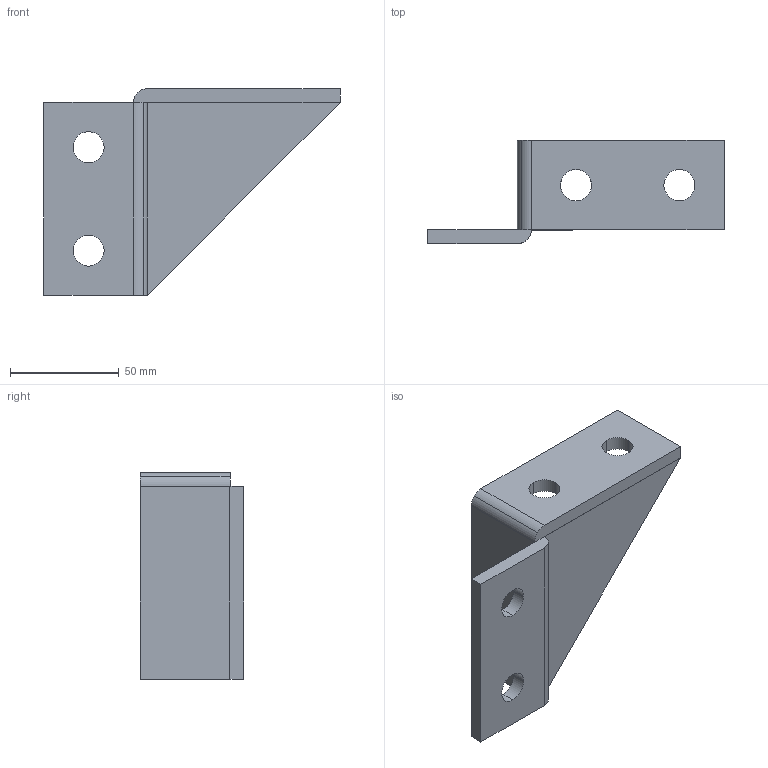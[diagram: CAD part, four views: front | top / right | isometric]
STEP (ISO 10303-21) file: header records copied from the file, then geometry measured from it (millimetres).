
FILE_DESCRIPTION(('TurboCAD Mac Pro'),'Build 980');
FILE_NAME('P2344R.stp',' ',(''),(''),'ACIS Interop','IMSI','TurboCAD Mac Pro BY IMSI, INCORPORATED');
FILE_SCHEMA(('automotive_design'));
Length unit declared in the file: inch
Products named in the file (1): 1
Bounding box: 136.28 x 47.55 x 95.08 mm (x, y, z)
Volume: 94731.6 mm3; surface area: 34071.3 mm2
Topology: 1 solids, 1 shells, 37 faces, 97 edges, 62 vertices
Faces by surface type: plane 17, bspline 16, cylinder 4
Entity records: 1548 total; most frequent: CARTESIAN_POINT 405, ORIENTED_EDGE 194, DIRECTION 118, EDGE_CURVE 97, VERTEX_POINT 62, LINE 56, VECTOR 56, EDGE_LOOP 45
